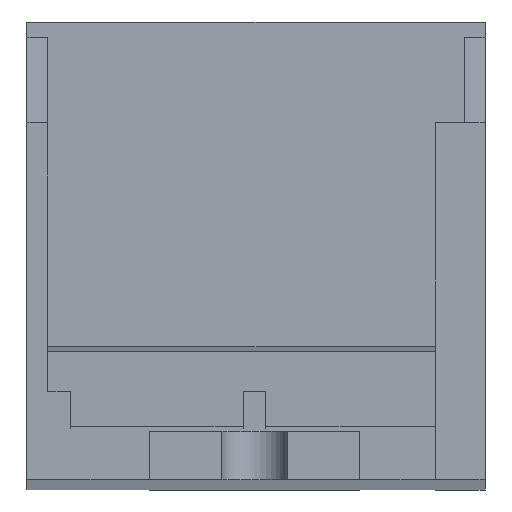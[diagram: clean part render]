
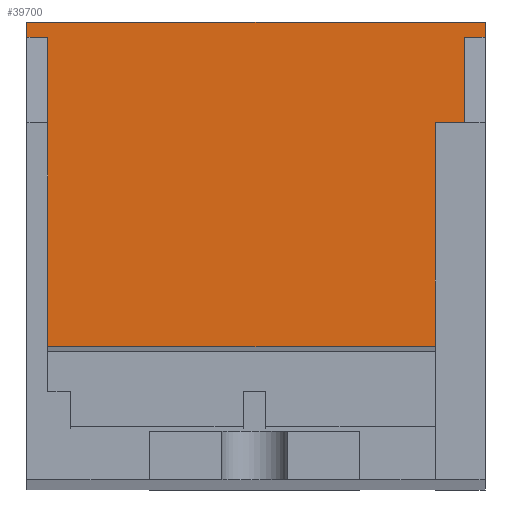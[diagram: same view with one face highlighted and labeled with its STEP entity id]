
A CAD part, top view. The second image highlights one B-rep face of the part: STEP entity #39700.
In plain terms, the highlighted planar face has unit normal (0, 0, 1).
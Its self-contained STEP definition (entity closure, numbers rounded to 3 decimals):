
#4130=CARTESIAN_POINT('',(0.,27.557,-24.5));
#4140=DIRECTION('',(-1.,0.,0.));
#4150=VECTOR('',#4140,1.);
#4160=LINE('',#4130,#4150);
#4170=CARTESIAN_POINT('',(1.3,27.557,-24.5));
#4180=VERTEX_POINT('',#4170);
#4190=CARTESIAN_POINT('',(0.,27.557,-24.5));
#4200=VERTEX_POINT('',#4190);
#4210=EDGE_CURVE('',#4180,#4200,#4160,.T.);
#8870=CARTESIAN_POINT('',(28.5,28.5,-24.5));
#8880=VERTEX_POINT('',#8870);
#8910=CARTESIAN_POINT('',(0.,28.5,-24.5));
#8920=DIRECTION('',(-1.,0.,0.));
#8930=VECTOR('',#8920,1.);
#8940=LINE('',#8910,#8930);
#8950=CARTESIAN_POINT('',(0.,28.5,-24.5));
#8960=VERTEX_POINT('',#8950);
#8970=EDGE_CURVE('',#8880,#8960,#8940,.T.);
#9550=CARTESIAN_POINT('',(0.,0.,-24.5));
#9560=DIRECTION('',(0.,-1.,0.));
#9570=VECTOR('',#9560,1.);
#9580=LINE('',#9550,#9570);
#9590=EDGE_CURVE('',#8960,#4200,#9580,.T.);
#12850=CARTESIAN_POINT('',(1.3,0.,-24.5));
#12860=DIRECTION('',(0.,-1.,0.));
#12870=VECTOR('',#12860,1.);
#12880=LINE('',#12850,#12870);
#12890=CARTESIAN_POINT('',(1.3,8.3,-24.5));
#12900=VERTEX_POINT('',#12890);
#12910=EDGE_CURVE('',#4180,#12900,#12880,.T.);
#33470=CARTESIAN_POINT('',(27.2,8.3,-24.5));
#33480=VERTEX_POINT('',#33470);
#33550=CARTESIAN_POINT('',(0.,8.3,-24.5));
#33560=DIRECTION('',(-1.,0.,0.));
#33570=VECTOR('',#33560,1.);
#33580=LINE('',#33550,#33570);
#33590=EDGE_CURVE('',#33480,#12900,#33580,.T.);
#39090=CARTESIAN_POINT('',(27.2,0.,-24.5));
#39100=DIRECTION('',(0.,-1.,0.));
#39110=VECTOR('',#39100,1.);
#39120=LINE('',#39090,#39110);
#39130=CARTESIAN_POINT('',(27.2,27.557,-24.5));
#39140=VERTEX_POINT('',#39130);
#39150=EDGE_CURVE('',#39140,#33480,#39120,.T.);
#39430=CARTESIAN_POINT('',(1.25,28.5,-24.5));
#39440=DIRECTION('',(0.,0.,1.));
#39450=DIRECTION('',(-1.,0.,0.));
#39460=AXIS2_PLACEMENT_3D('',#39430,#39440,#39450);
#39470=PLANE('',#39460);
#39480=CARTESIAN_POINT('',(0.,27.557,-24.5));
#39490=DIRECTION('',(-1.,0.,0.));
#39500=VECTOR('',#39490,1.);
#39510=LINE('',#39480,#39500);
#39520=CARTESIAN_POINT('',(28.5,27.557,-24.5));
#39530=VERTEX_POINT('',#39520);
#39540=EDGE_CURVE('',#39530,#39140,#39510,.T.);
#39550=ORIENTED_EDGE('',*,*,#39540,.F.);
#39560=ORIENTED_EDGE('',*,*,#39150,.F.);
#39570=ORIENTED_EDGE('',*,*,#33590,.F.);
#39580=ORIENTED_EDGE('',*,*,#12910,.T.);
#39590=ORIENTED_EDGE('',*,*,#4210,.F.);
#39600=ORIENTED_EDGE('',*,*,#9590,.T.);
#39610=ORIENTED_EDGE('',*,*,#8970,.T.);
#39620=CARTESIAN_POINT('',(28.5,0.,-24.5));
#39630=DIRECTION('',(0.,-1.,0.));
#39640=VECTOR('',#39630,1.);
#39650=LINE('',#39620,#39640);
#39660=EDGE_CURVE('',#8880,#39530,#39650,.T.);
#39670=ORIENTED_EDGE('',*,*,#39660,.F.);
#39680=EDGE_LOOP('',(#39670,#39610,#39600,#39590,#39580,#39570,#39560,
#39550));
#39690=FACE_OUTER_BOUND('',#39680,.T.);
#39700=ADVANCED_FACE('',(#39690),#39470,.T.);
